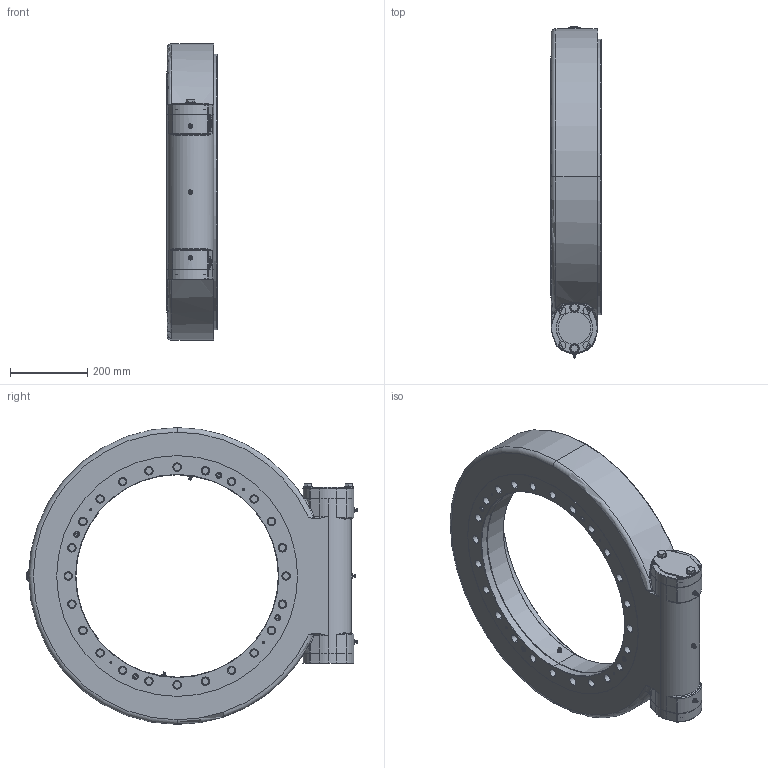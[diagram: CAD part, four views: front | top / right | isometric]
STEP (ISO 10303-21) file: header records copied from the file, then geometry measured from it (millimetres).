
FILE_DESCRIPTION (( 'STEP AP214' ), '1' );
FILE_NAME ('BE700-Z1 - Assembly - SH.STEP', '2016-10-19T06:18:24', ( '' ), ( '' ), 'SwSTEP 2.0', 'SolidWorks 2015', '' );
FILE_SCHEMA (( 'AUTOMOTIVE_DESIGN' ));
Length unit declared in the file: millimetre
Products named in the file (1): BE700-Z1 - Assembly - SH
Bounding box: 130 x 861 x 770 mm (x, y, z)
Surface area: 1611691.1 mm2 (no closed solid volume)
Topology: 0 solids, 55 shells, 675 faces, 2582 edges, 1919 vertices
Faces by surface type: cylinder 250, plane 210, torus 103, cone 80, bspline 30, sphere 2
Entity records: 38676 total; most frequent: CARTESIAN_POINT 9670, DIRECTION 4563, ORIENTED_EDGE 3838, EDGE_CURVE 2570, VERTEX_POINT 1919, AXIS2_PLACEMENT_3D 1681, LINE 1201, VECTOR 1201
